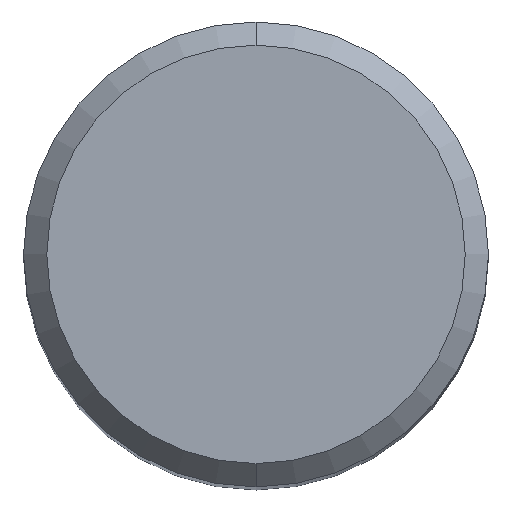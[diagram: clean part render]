
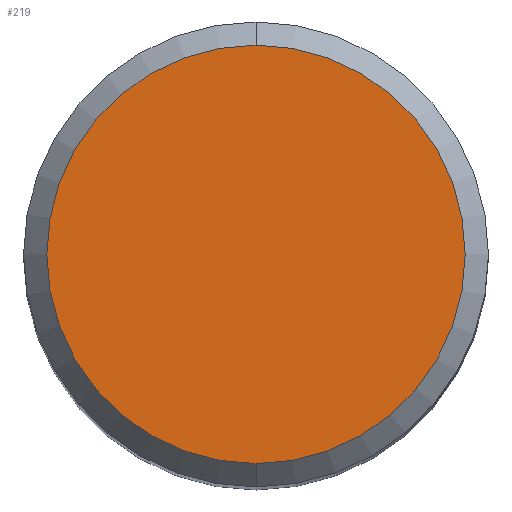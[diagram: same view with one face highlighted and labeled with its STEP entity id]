
A CAD part, top view. The second image highlights one B-rep face of the part: STEP entity #219.
In plain terms, the highlighted planar face has unit normal (0, 0, 1).
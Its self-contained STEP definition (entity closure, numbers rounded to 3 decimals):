
#219=ADVANCED_FACE('',(#517),#518,.T.);
#299=VERTEX_POINT('',#607);
#305=VERTEX_POINT('',#614);
#337=EDGE_CURVE('',#305,#299,#647,.T.);
#423=EDGE_CURVE('',#299,#305,#742,.T.);
#517=FACE_OUTER_BOUND('',#853,.T.);
#518=PLANE('',#854);
#607=CARTESIAN_POINT('',(0.,-4.5,0.0));
#614=CARTESIAN_POINT('',(0.0,4.5,0.0));
#647=CIRCLE('',#1170,4.5);
#742=CIRCLE('',#1350,4.5);
#853=EDGE_LOOP('',(#1483,#1484));
#854=AXIS2_PLACEMENT_3D('',#1485,#1486,#1487);
#1170=AXIS2_PLACEMENT_3D('',#1614,#1615,#1616);
#1350=AXIS2_PLACEMENT_3D('',#1740,#1741,#1742);
#1483=ORIENTED_EDGE('',*,*,#337,.F.);
#1484=ORIENTED_EDGE('',*,*,#423,.F.);
#1485=CARTESIAN_POINT('',(0.0,2.25,0.0));
#1486=DIRECTION('',(-0.0,0.0,1.0));
#1487=DIRECTION('',(0.0,-1.0,0.0));
#1614=CARTESIAN_POINT('',(0.0,0.0,0.0));
#1615=DIRECTION('',(0.0,0.0,-1.0));
#1616=DIRECTION('',(0.0,1.0,0.0));
#1740=CARTESIAN_POINT('',(0.0,0.0,0.0));
#1741=DIRECTION('',(0.0,0.0,-1.0));
#1742=DIRECTION('',(0.0,1.0,0.0));
